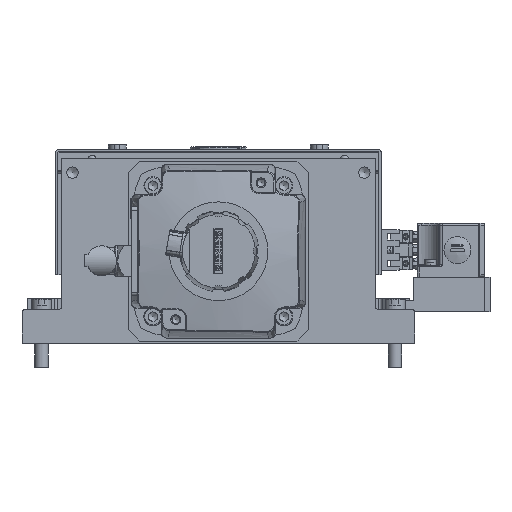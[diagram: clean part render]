
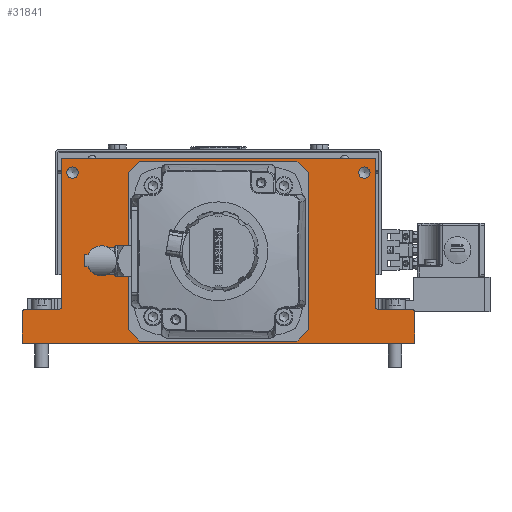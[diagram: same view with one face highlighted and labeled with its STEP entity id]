
A CAD part, front view. The second image highlights one B-rep face of the part: STEP entity #31841.
In plain terms, the highlighted planar face has unit normal (0, -1, 0).
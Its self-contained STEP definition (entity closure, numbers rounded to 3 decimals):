
#1950=CIRCLE('',#37790,5.053);
#1951=CIRCLE('',#37791,5.053);
#1952=CIRCLE('',#37792,46.);
#1953=CIRCLE('',#37793,4.);
#1954=CIRCLE('',#37794,4.);
#1955=CIRCLE('',#37795,4.188);
#1956=CIRCLE('',#37796,4.188);
#1957=CIRCLE('',#37797,4.188);
#1958=CIRCLE('',#37798,4.188);
#1959=CIRCLE('',#37799,2.5);
#1960=CIRCLE('',#37800,2.5);
#1961=CIRCLE('',#37801,2.5);
#1962=CIRCLE('',#37802,2.5);
#8119=ORIENTED_EDGE('',*,*,#14005,.T.);
#8120=ORIENTED_EDGE('',*,*,#14006,.T.);
#8121=ORIENTED_EDGE('',*,*,#14007,.T.);
#8122=ORIENTED_EDGE('',*,*,#14008,.T.);
#8123=ORIENTED_EDGE('',*,*,#14009,.T.);
#8124=ORIENTED_EDGE('',*,*,#14010,.T.);
#8125=ORIENTED_EDGE('',*,*,#14011,.T.);
#8126=ORIENTED_EDGE('',*,*,#14012,.T.);
#8127=ORIENTED_EDGE('',*,*,#14013,.T.);
#8128=ORIENTED_EDGE('',*,*,#14014,.T.);
#8129=ORIENTED_EDGE('',*,*,#14015,.T.);
#8130=ORIENTED_EDGE('',*,*,#14016,.T.);
#8131=ORIENTED_EDGE('',*,*,#14017,.T.);
#8132=ORIENTED_EDGE('',*,*,#14018,.T.);
#8133=ORIENTED_EDGE('',*,*,#14019,.T.);
#8134=ORIENTED_EDGE('',*,*,#14020,.T.);
#8135=ORIENTED_EDGE('',*,*,#14021,.T.);
#8136=ORIENTED_EDGE('',*,*,#14022,.T.);
#8137=ORIENTED_EDGE('',*,*,#14023,.T.);
#8138=ORIENTED_EDGE('',*,*,#14024,.T.);
#8139=ORIENTED_EDGE('',*,*,#14025,.T.);
#14005=EDGE_CURVE('',#18324,#18324,#1950,.T.);
#14006=EDGE_CURVE('',#18325,#18325,#1951,.T.);
#14007=EDGE_CURVE('',#18326,#18326,#1952,.F.);
#14008=EDGE_CURVE('',#18327,#18327,#1953,.T.);
#14009=EDGE_CURVE('',#18328,#18328,#1954,.T.);
#14010=EDGE_CURVE('',#18329,#18329,#1955,.T.);
#14011=EDGE_CURVE('',#18330,#18330,#1956,.T.);
#14012=EDGE_CURVE('',#18331,#18331,#1957,.T.);
#14013=EDGE_CURVE('',#18332,#18332,#1958,.T.);
#14014=EDGE_CURVE('',#18333,#18334,#21597,.T.);
#14015=EDGE_CURVE('',#18334,#18335,#1959,.T.);
#14016=EDGE_CURVE('',#18335,#18336,#21598,.T.);
#14017=EDGE_CURVE('',#18336,#18337,#1960,.F.);
#14018=EDGE_CURVE('',#18337,#18338,#21599,.T.);
#14019=EDGE_CURVE('',#18338,#18339,#21600,.T.);
#14020=EDGE_CURVE('',#18339,#18340,#21601,.T.);
#14021=EDGE_CURVE('',#18340,#18341,#1961,.F.);
#14022=EDGE_CURVE('',#18341,#18342,#21602,.T.);
#14023=EDGE_CURVE('',#18342,#18343,#1962,.T.);
#14024=EDGE_CURVE('',#18343,#18344,#21603,.T.);
#14025=EDGE_CURVE('',#18344,#18333,#21604,.T.);
#18324=VERTEX_POINT('',#57353);
#18325=VERTEX_POINT('',#57355);
#18326=VERTEX_POINT('',#57357);
#18327=VERTEX_POINT('',#57359);
#18328=VERTEX_POINT('',#57361);
#18329=VERTEX_POINT('',#57363);
#18330=VERTEX_POINT('',#57365);
#18331=VERTEX_POINT('',#57367);
#18332=VERTEX_POINT('',#57369);
#18333=VERTEX_POINT('',#57371);
#18334=VERTEX_POINT('',#57372);
#18335=VERTEX_POINT('',#57374);
#18336=VERTEX_POINT('',#57376);
#18337=VERTEX_POINT('',#57378);
#18338=VERTEX_POINT('',#57380);
#18339=VERTEX_POINT('',#57382);
#18340=VERTEX_POINT('',#57384);
#18341=VERTEX_POINT('',#57386);
#18342=VERTEX_POINT('',#57388);
#18343=VERTEX_POINT('',#57390);
#18344=VERTEX_POINT('',#57392);
#21597=LINE('',#57370,#24378);
#21598=LINE('',#57375,#24379);
#21599=LINE('',#57379,#24380);
#21600=LINE('',#57381,#24381);
#21601=LINE('',#57383,#24382);
#21602=LINE('',#57387,#24383);
#21603=LINE('',#57391,#24384);
#21604=LINE('',#57393,#24385);
#24378=VECTOR('',#44698,1000.);
#24379=VECTOR('',#44701,1000.);
#24380=VECTOR('',#44704,1000.);
#24381=VECTOR('',#44705,1000.);
#24382=VECTOR('',#44706,1000.);
#24383=VECTOR('',#44709,1000.);
#24384=VECTOR('',#44712,1000.);
#24385=VECTOR('',#44713,1000.);
#26708=EDGE_LOOP('',(#8119));
#26709=EDGE_LOOP('',(#8120));
#26710=EDGE_LOOP('',(#8121));
#26711=EDGE_LOOP('',(#8122));
#26712=EDGE_LOOP('',(#8123));
#26713=EDGE_LOOP('',(#8124));
#26714=EDGE_LOOP('',(#8125));
#26715=EDGE_LOOP('',(#8126));
#26716=EDGE_LOOP('',(#8127));
#26717=EDGE_LOOP('',(#8128,#8129,#8130,#8131,#8132,#8133,#8134,#8135,#8136,
#8137,#8138,#8139));
#29087=FACE_BOUND('',#26708,.T.);
#29088=FACE_BOUND('',#26709,.T.);
#29089=FACE_BOUND('',#26710,.T.);
#29090=FACE_BOUND('',#26711,.T.);
#29091=FACE_BOUND('',#26712,.T.);
#29092=FACE_BOUND('',#26713,.T.);
#29093=FACE_BOUND('',#26714,.T.);
#29094=FACE_BOUND('',#26715,.T.);
#29095=FACE_BOUND('',#26716,.T.);
#29096=FACE_BOUND('',#26717,.T.);
#30525=PLANE('',#37789);
#31841=ADVANCED_FACE('',(#29087,#29088,#29089,#29090,#29091,#29092,#29093,
#29094,#29095,#29096),#30525,.T.);
#37789=AXIS2_PLACEMENT_3D('',#57351,#44678,#44679);
#37790=AXIS2_PLACEMENT_3D('',#57352,#44680,#44681);
#37791=AXIS2_PLACEMENT_3D('',#57354,#44682,#44683);
#37792=AXIS2_PLACEMENT_3D('',#57356,#44684,#44685);
#37793=AXIS2_PLACEMENT_3D('',#57358,#44686,#44687);
#37794=AXIS2_PLACEMENT_3D('',#57360,#44688,#44689);
#37795=AXIS2_PLACEMENT_3D('',#57362,#44690,#44691);
#37796=AXIS2_PLACEMENT_3D('',#57364,#44692,#44693);
#37797=AXIS2_PLACEMENT_3D('',#57366,#44694,#44695);
#37798=AXIS2_PLACEMENT_3D('',#57368,#44696,#44697);
#37799=AXIS2_PLACEMENT_3D('',#57373,#44699,#44700);
#37800=AXIS2_PLACEMENT_3D('',#57377,#44702,#44703);
#37801=AXIS2_PLACEMENT_3D('',#57385,#44707,#44708);
#37802=AXIS2_PLACEMENT_3D('',#57389,#44710,#44711);
#44678=DIRECTION('',(0.,-1.,0.));
#44679=DIRECTION('',(0.,0.,-1.));
#44680=DIRECTION('',(0.,1.,0.));
#44681=DIRECTION('',(0.,0.,-1.));
#44682=DIRECTION('',(0.,1.,0.));
#44683=DIRECTION('',(0.,0.,-1.));
#44684=DIRECTION('',(0.,-1.,0.));
#44685=DIRECTION('',(0.,0.,-1.));
#44686=DIRECTION('',(0.,1.,0.));
#44687=DIRECTION('',(0.,0.,-1.));
#44688=DIRECTION('',(0.,1.,0.));
#44689=DIRECTION('',(0.,0.,-1.));
#44690=DIRECTION('',(0.,1.,0.));
#44691=DIRECTION('',(0.,0.,-1.));
#44692=DIRECTION('',(0.,1.,0.));
#44693=DIRECTION('',(0.,0.,-1.));
#44694=DIRECTION('',(0.,1.,0.));
#44695=DIRECTION('',(0.,0.,-1.));
#44696=DIRECTION('',(0.,1.,0.));
#44697=DIRECTION('',(0.,0.,-1.));
#44698=DIRECTION('',(0.,0.,1.));
#44699=DIRECTION('',(0.,-1.,0.));
#44700=DIRECTION('',(0.,0.,-1.));
#44701=DIRECTION('',(-1.,0.,0.));
#44702=DIRECTION('',(0.,-1.,0.));
#44703=DIRECTION('',(0.,0.,-1.));
#44704=DIRECTION('',(0.,0.,1.));
#44705=DIRECTION('',(-1.,0.,0.));
#44706=DIRECTION('',(0.,0.,-1.));
#44707=DIRECTION('',(0.,-1.,0.));
#44708=DIRECTION('',(0.,0.,-1.));
#44709=DIRECTION('',(-1.,0.,0.));
#44710=DIRECTION('',(0.,-1.,0.));
#44711=DIRECTION('',(0.,0.,-1.));
#44712=DIRECTION('',(0.,0.,-1.));
#44713=DIRECTION('',(1.,0.,0.));
#57351=CARTESIAN_POINT('',(-140.,0.,0.));
#57352=CARTESIAN_POINT('',(-130.,0.,152.));
#57353=CARTESIAN_POINT('',(-130.,0.,146.947));
#57354=CARTESIAN_POINT('',(130.,0.,152.));
#57355=CARTESIAN_POINT('',(130.,0.,146.947));
#57356=CARTESIAN_POINT('',(0.,0.,82.));
#57357=CARTESIAN_POINT('',(0.,0.,36.));
#57358=CARTESIAN_POINT('',(30.,0.,14.5));
#57359=CARTESIAN_POINT('',(30.,0.,10.5));
#57360=CARTESIAN_POINT('',(-30.,0.,149.5));
#57361=CARTESIAN_POINT('',(-30.,0.,145.5));
#57362=CARTESIAN_POINT('',(45.,0.,149.5));
#57363=CARTESIAN_POINT('',(45.,0.,145.312));
#57364=CARTESIAN_POINT('',(45.,0.,14.5));
#57365=CARTESIAN_POINT('',(45.,0.,10.312));
#57366=CARTESIAN_POINT('',(-45.,0.,14.5));
#57367=CARTESIAN_POINT('',(-45.,0.,10.312));
#57368=CARTESIAN_POINT('',(-45.,0.,149.5));
#57369=CARTESIAN_POINT('',(-45.,0.,145.312));
#57370=CARTESIAN_POINT('',(175.,0.,0.));
#57371=CARTESIAN_POINT('',(175.,0.,0.));
#57372=CARTESIAN_POINT('',(175.,0.,27.5));
#57373=CARTESIAN_POINT('',(172.5,0.,27.5));
#57374=CARTESIAN_POINT('',(172.5,0.,30.));
#57375=CARTESIAN_POINT('',(175.,0.,30.));
#57376=CARTESIAN_POINT('',(142.5,0.,30.));
#57377=CARTESIAN_POINT('',(142.5,0.,32.5));
#57378=CARTESIAN_POINT('',(140.,0.,32.5));
#57379=CARTESIAN_POINT('',(140.,0.,0.));
#57380=CARTESIAN_POINT('',(140.,0.,165.));
#57381=CARTESIAN_POINT('',(140.,0.,165.));
#57382=CARTESIAN_POINT('',(-140.,0.,165.));
#57383=CARTESIAN_POINT('',(-140.,0.,165.));
#57384=CARTESIAN_POINT('',(-140.,0.,32.5));
#57385=CARTESIAN_POINT('',(-142.5,0.,32.5));
#57386=CARTESIAN_POINT('',(-142.5,0.,30.));
#57387=CARTESIAN_POINT('',(-140.,0.,30.));
#57388=CARTESIAN_POINT('',(-172.5,0.,30.));
#57389=CARTESIAN_POINT('',(-172.5,0.,27.5));
#57390=CARTESIAN_POINT('',(-175.,0.,27.5));
#57391=CARTESIAN_POINT('',(-175.,0.,30.));
#57392=CARTESIAN_POINT('',(-175.,0.,0.));
#57393=CARTESIAN_POINT('',(-140.,0.,0.));
